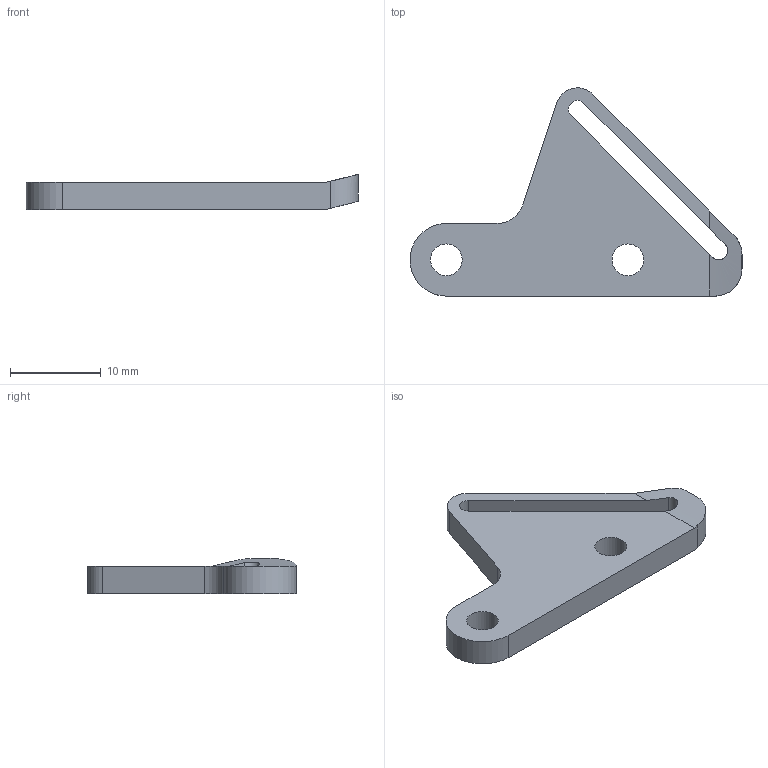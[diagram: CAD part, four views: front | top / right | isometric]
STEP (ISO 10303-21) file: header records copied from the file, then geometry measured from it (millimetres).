
FILE_DESCRIPTION(/* description */ (''),/* implementation_level */ '2;1');
FILE_NAME(/* name */ 'Holder Mirror v2.step',/* time_stamp */ '2024-01-25T22:36:36-06:00',/* author */ (''),/* organization */ (''),/* preprocessor_version */ 'ST-DEVELOPER v20',/* originating_system */ 'Autodesk Translation Framework v12.14.0.127',/* authorisation */ '');
FILE_SCHEMA (('AUTOMOTIVE_DESIGN { 1 0 10303 214 3 1 1 }'));
Length unit declared in the file: millimetre
Products named in the file (1): Holder Mirror
Bounding box: 36.57 x 22.94 x 3.86 mm (x, y, z)
Volume: 1212.1 mm3; surface area: 1322.4 mm2
Topology: 1 solids, 1 shells, 20 faces, 60 edges, 40 vertices
Faces by surface type: cylinder 9, plane 9, bspline 2
Full cylindrical faces by diameter (mm): 3.5 x2
Entity records: 975 total; most frequent: CARTESIAN_POINT 417, ORIENTED_EDGE 120, DIRECTION 94, EDGE_CURVE 60, VERTEX_POINT 40, LINE 32, VECTOR 32, AXIS2_PLACEMENT_3D 31
